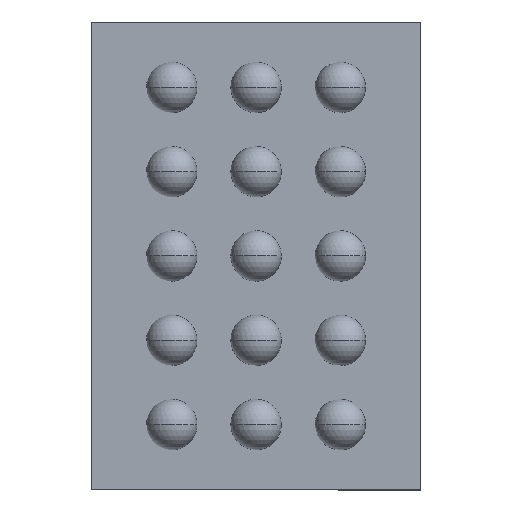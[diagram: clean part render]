
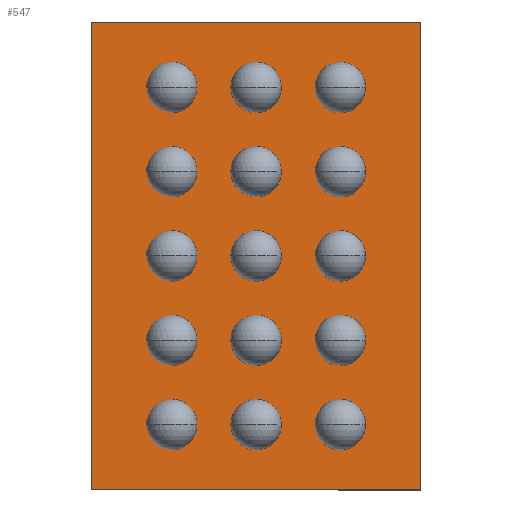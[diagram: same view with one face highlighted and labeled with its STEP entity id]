
A CAD part, front view. The second image highlights one B-rep face of the part: STEP entity #547.
In plain terms, the highlighted planar face has unit normal (0, -1, 0).
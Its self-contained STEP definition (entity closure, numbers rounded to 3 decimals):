
#61 = CARTESIAN_POINT ( 'NONE',  ( 0.978, 0.25, -1.388 ) ) ;
#62 = VECTOR ( 'NONE', #1282, 1000. ) ;
#119 = VERTEX_POINT ( 'NONE', #1150 ) ;
#167 = DIRECTION ( 'NONE',  ( -1., 0., 0. ) ) ;
#211 = DIRECTION ( 'NONE',  ( 0., 0., 1. ) ) ;
#213 = EDGE_LOOP ( 'NONE', ( #620, #1012, #940, #1087 ) ) ;
#327 = CARTESIAN_POINT ( 'NONE',  ( 0.978, 0.25, -1.388 ) ) ;
#339 = CARTESIAN_POINT ( 'NONE',  ( -0.978, 0.25, -1.388 ) ) ;
#367 = VECTOR ( 'NONE', #167, 1000. ) ;
#415 = CARTESIAN_POINT ( 'NONE',  ( 0.978, 0.25, 1.388 ) ) ;
#431 = EDGE_CURVE ( 'NONE', #757, #119, #1001, .T. ) ;
#442 = DIRECTION ( 'NONE',  ( 0., 1., 0. ) ) ;
#444 = DIRECTION ( 'NONE',  ( 0., 0., 1. ) ) ;
#538 = EDGE_CURVE ( 'NONE', #1186, #1262, #790, .T. ) ;
#547 = ADVANCED_FACE ( 'NONE', ( #1304 ), #1535, .F. ) ;
#588 = CARTESIAN_POINT ( 'NONE',  ( 0.978, 0.25, 1.388 ) ) ;
#620 = ORIENTED_EDGE ( 'NONE', *, *, #1506, .T. ) ;
#711 = LINE ( 'NONE', #588, #827 ) ;
#757 = VERTEX_POINT ( 'NONE', #1494 ) ;
#768 = LINE ( 'NONE', #1507, #972 ) ;
#790 = LINE ( 'NONE', #61, #62 ) ;
#804 = AXIS2_PLACEMENT_3D ( 'NONE', #1416, #442, #211 ) ;
#827 = VECTOR ( 'NONE', #444, 1000. ) ;
#892 = DIRECTION ( 'NONE',  ( 0., 0., -1. ) ) ;
#940 = ORIENTED_EDGE ( 'NONE', *, *, #1264, .T. ) ;
#972 = VECTOR ( 'NONE', #892, 1000. ) ;
#1001 = LINE ( 'NONE', #415, #367 ) ;
#1012 = ORIENTED_EDGE ( 'NONE', *, *, #538, .T. ) ;
#1087 = ORIENTED_EDGE ( 'NONE', *, *, #431, .T. ) ;
#1150 = CARTESIAN_POINT ( 'NONE',  ( -0.978, 0.25, 1.388 ) ) ;
#1186 = VERTEX_POINT ( 'NONE', #339 ) ;
#1262 = VERTEX_POINT ( 'NONE', #327 ) ;
#1264 = EDGE_CURVE ( 'NONE', #1262, #757, #711, .T. ) ;
#1282 = DIRECTION ( 'NONE',  ( 1., 0., 0. ) ) ;
#1304 = FACE_OUTER_BOUND ( 'NONE', #213, .T. ) ;
#1416 = CARTESIAN_POINT ( 'NONE',  ( 0., 0.25, 0. ) ) ;
#1494 = CARTESIAN_POINT ( 'NONE',  ( 0.978, 0.25, 1.388 ) ) ;
#1506 = EDGE_CURVE ( 'NONE', #119, #1186, #768, .T. ) ;
#1507 = CARTESIAN_POINT ( 'NONE',  ( -0.978, 0.25, 1.388 ) ) ;
#1535 = PLANE ( 'NONE',  #804 ) ;
